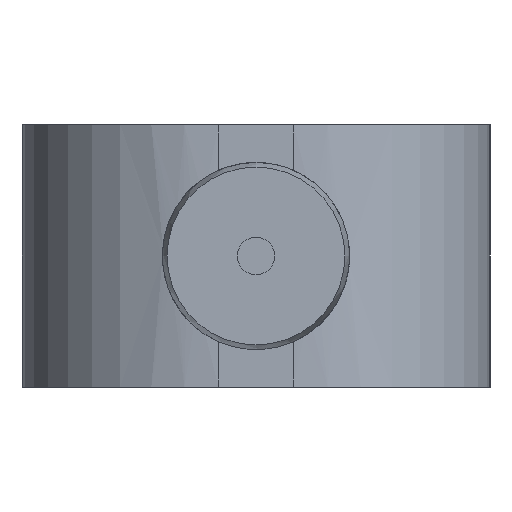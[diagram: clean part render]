
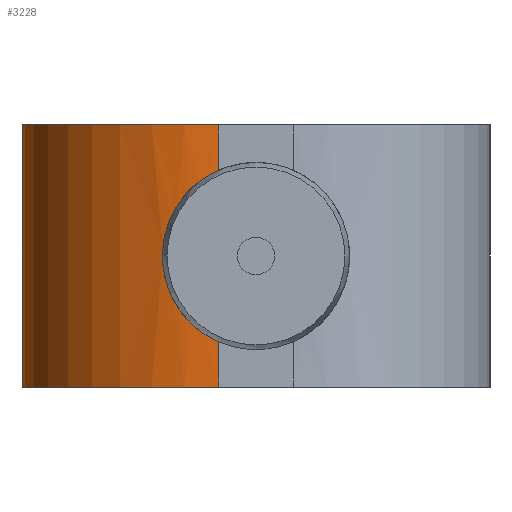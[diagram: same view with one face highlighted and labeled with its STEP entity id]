
A CAD part, left-side view. The second image highlights one B-rep face of the part: STEP entity #3228.
In plain terms, the highlighted cylindrical face has radius 10.5 mm (diameter 21 mm), a partial arc.
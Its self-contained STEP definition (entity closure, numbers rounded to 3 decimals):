
#255=B_SPLINE_CURVE_WITH_KNOTS($,3,(#6127,#6128,#6129,#6130,#6131,#6132,
#6133,#6134,#6135,#6136,#6137,#6138,#6139,#6140),.UNSPECIFIED.,.F.,.F.,
(4,2,2,2,2,2,4),(0.997,1.174,1.365,1.555,
1.746,1.937,2.114),.UNSPECIFIED.);
#520=LINE($,#6143,#796);
#521=LINE($,#6145,#797);
#522=LINE($,#6148,#798);
#796=VECTOR($,#3849,2.417);
#797=VECTOR($,#3850,14.);
#798=VECTOR($,#3853,2.417);
#900=CYLINDRICAL_SURFACE($,#3350,10.5);
#1101=FACE_OUTER_BOUND($,#1303,.T.);
#1303=EDGE_LOOP($,(#2964,#2965,#2966,#2967,#2968,#2969));
#1328=CIRCLE($,#3334,10.5);
#1337=CIRCLE($,#3351,10.5);
#1634=VERTEX_POINT($,#6053);
#1635=VERTEX_POINT($,#6055);
#1644=VERTEX_POINT($,#6124);
#1645=VERTEX_POINT($,#6126);
#1646=VERTEX_POINT($,#6144);
#1647=VERTEX_POINT($,#6146);
#2087=EDGE_CURVE($,#1635,#1634,#1328,.T.);
#2098=EDGE_CURVE($,#1645,#1644,#255,.T.);
#2100=EDGE_CURVE($,#1644,#1635,#520,.T.);
#2101=EDGE_CURVE($,#1646,#1634,#521,.T.);
#2102=EDGE_CURVE($,#1646,#1647,#1337,.T.);
#2103=EDGE_CURVE($,#1647,#1645,#522,.T.);
#2964=ORIENTED_EDGE($,*,*,#2098,.T.);
#2965=ORIENTED_EDGE($,*,*,#2100,.T.);
#2966=ORIENTED_EDGE($,*,*,#2087,.T.);
#2967=ORIENTED_EDGE($,*,*,#2101,.F.);
#2968=ORIENTED_EDGE($,*,*,#2102,.T.);
#2969=ORIENTED_EDGE($,*,*,#2103,.T.);
#3228=ADVANCED_FACE($,(#1101),#900,.T.);
#3334=AXIS2_PLACEMENT_3D($,#6056,#3814,#3815);
#3350=AXIS2_PLACEMENT_3D($,#6142,#3847,#3848);
#3351=AXIS2_PLACEMENT_3D($,#6147,#3851,#3852);
#3814=DIRECTION('center_axis',(0.,0.,-1.));
#3815=DIRECTION('ref_axis',(0.,1.,0.));
#3847=DIRECTION('center_axis',(0.,0.,1.));
#3848=DIRECTION('ref_axis',(0.,1.,0.));
#3849=DIRECTION($,(0.,0.,1.));
#3850=DIRECTION($,(0.,0.,1.));
#3851=DIRECTION('center_axis',(0.,0.,1.));
#3852=DIRECTION('ref_axis',(0.,1.,0.));
#3853=DIRECTION($,(0.,0.,1.));
#6053=CARTESIAN_POINT('',(-16.25,12.5,7.));
#6055=CARTESIAN_POINT('',(-26.75,2.,7.));
#6056=CARTESIAN_POINT('Origin',(-16.25,2.,7.));
#6124=CARTESIAN_POINT('',(-26.75,2.,4.583));
#6126=CARTESIAN_POINT('',(-26.75,2.,-4.583));
#6127=CARTESIAN_POINT('Ctrl Pts',(-26.75,2.,-4.583));
#6128=CARTESIAN_POINT('Ctrl Pts',(-26.75,2.574,-4.332));
#6129=CARTESIAN_POINT('Ctrl Pts',(-26.701,3.098,-3.969));
#6130=CARTESIAN_POINT('Ctrl Pts',(-26.574,3.966,-3.11));
#6131=CARTESIAN_POINT('Ctrl Pts',(-26.486,4.354,-2.547));
#6132=CARTESIAN_POINT('Ctrl Pts',(-26.353,4.872,-1.31));
#6133=CARTESIAN_POINT('Ctrl Pts',(-26.312,5.,-0.635));
#6134=CARTESIAN_POINT('Ctrl Pts',(-26.312,5.,0.635));
#6135=CARTESIAN_POINT('Ctrl Pts',(-26.353,4.872,1.31));
#6136=CARTESIAN_POINT('Ctrl Pts',(-26.486,4.354,2.547));
#6137=CARTESIAN_POINT('Ctrl Pts',(-26.574,3.966,3.11));
#6138=CARTESIAN_POINT('Ctrl Pts',(-26.701,3.098,3.969));
#6139=CARTESIAN_POINT('Ctrl Pts',(-26.75,2.574,4.332));
#6140=CARTESIAN_POINT('Ctrl Pts',(-26.75,2.,4.583));
#6142=CARTESIAN_POINT('Origin',(-16.25,2.,0.));
#6143=CARTESIAN_POINT($,(-26.75,2.,0.));
#6144=CARTESIAN_POINT('',(-16.25,12.5,-7.));
#6145=CARTESIAN_POINT($,(-16.25,12.5,0.));
#6146=CARTESIAN_POINT('',(-26.75,2.,-7.));
#6147=CARTESIAN_POINT('Origin',(-16.25,2.,-7.));
#6148=CARTESIAN_POINT($,(-26.75,2.,0.));
